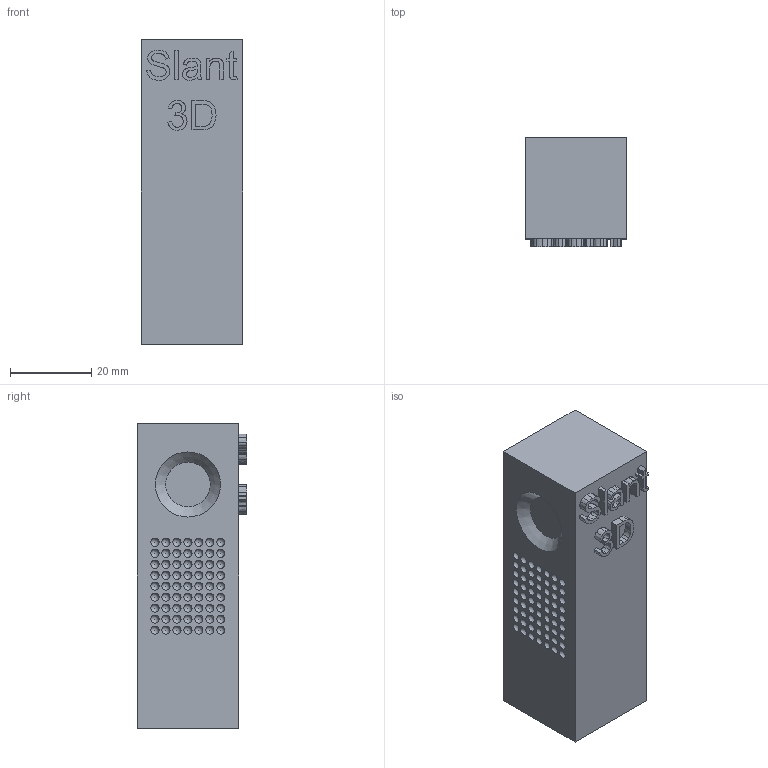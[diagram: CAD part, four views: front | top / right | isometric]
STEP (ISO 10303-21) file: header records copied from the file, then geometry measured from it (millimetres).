
FILE_DESCRIPTION(('Open CASCADE Model'),'2;1');
FILE_NAME('Open CASCADE Shape Model','2024-11-28T16:37:11',('Author'),( 'Open CASCADE'),'Open CASCADE STEP processor 7.7','Open CASCADE 7.7' ,'Unknown');
FILE_SCHEMA(('AUTOMOTIVE_DESIGN { 1 0 10303 214 1 1 1 1 }'));
Products named in the file (1): COMPOUND
Bounding box: 25 x 27 x 75 mm (x, y, z)
Volume: 45102.7 mm3; surface area: 11513.1 mm2
Topology: 8 solids, 8 shells, 952 faces, 2601 edges, 1789 vertices
Faces by surface type: plane 630, extrusion 254, sphere 63, cylinder 3, cone 1, torus 1
Full cylindrical faces by diameter (mm): 2 x1, 8 x1, 16 x1
Entity records: 63014 total; most frequent: CARTESIAN_POINT 13674, DIRECTION 7999, VECTOR 6260, LINE 6006, ORIENTED_EDGE 5076, PCURVE 5076, DEFINITIONAL_REPRESENTATION 5076, EDGE_CURVE 2538
